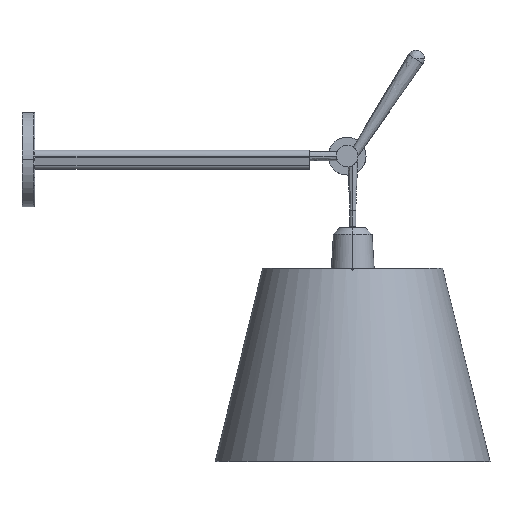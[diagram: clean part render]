
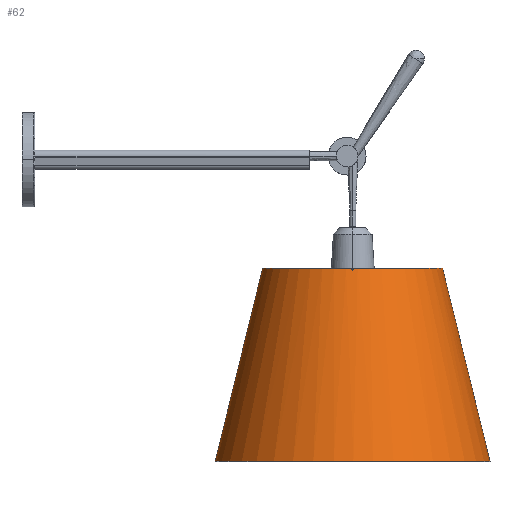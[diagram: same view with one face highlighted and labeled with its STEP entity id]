
A CAD part, front view. The second image highlights one B-rep face of the part: STEP entity #62.
In plain terms, the highlighted free-form (B-spline) face has degree [2, 1] with [5, 2] control points.
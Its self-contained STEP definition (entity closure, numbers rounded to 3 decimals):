
#62=ADVANCED_FACE($,(#163),#1224,.T.);
#163=FACE_OUTER_BOUND($,#272,.T.);
#272=EDGE_LOOP($,(#464,#465,#466,#467));
#464=ORIENTED_EDGE($,*,*,#860,.F.);
#465=ORIENTED_EDGE($,*,*,#863,.F.);
#466=ORIENTED_EDGE($,*,*,#861,.F.);
#467=ORIENTED_EDGE($,*,*,#862,.F.);
#860=EDGE_CURVE($,#1067,#1066,#1388,.T.);
#861=EDGE_CURVE($,#1072,#1071,#1389,.T.);
#862=EDGE_CURVE($,#1066,#1072,#1390,.T.);
#863=EDGE_CURVE($,#1071,#1067,#1391,.T.);
#1066=VERTEX_POINT($,#2215);
#1067=VERTEX_POINT($,#2216);
#1071=VERTEX_POINT($,#2220);
#1072=VERTEX_POINT($,#2221);
#1224=(
BOUNDED_SURFACE()
B_SPLINE_SURFACE(2,1,((#2169,#2170),(#2171,#2172),(#2173,#2174),(#2175,#2176),
(#2177,#2178)),.UNSPECIFIED.,.F.,.F.,.F.)
B_SPLINE_SURFACE_WITH_KNOTS((3,2,3),(2,2),(552.92,829.38,
1105.841),(439.078,670.765),.UNSPECIFIED.)
GEOMETRIC_REPRESENTATION_ITEM()
RATIONAL_B_SPLINE_SURFACE(((1.,1.),(0.707,0.707),
(1.,1.),(0.707,0.707),(1.,1.)))
REPRESENTATION_ITEM($)
SURFACE()
);
#1388=(
BOUNDED_CURVE()
B_SPLINE_CURVE(2,(#1978,#1979,#1980,#1981,#1982),.UNSPECIFIED.,.F.,.F.)
B_SPLINE_CURVE_WITH_KNOTS((3,2,3),(361.937,542.906,723.874),
.UNSPECIFIED.)
CURVE()
GEOMETRIC_REPRESENTATION_ITEM()
RATIONAL_B_SPLINE_CURVE((1.,0.707,1.,0.707,1.))
REPRESENTATION_ITEM($)
);
#1389=(
BOUNDED_CURVE()
B_SPLINE_CURVE(2,(#1983,#1984,#1985,#1986,#1987),.UNSPECIFIED.,.F.,.F.)
B_SPLINE_CURVE_WITH_KNOTS((3,2,3),(-1105.841,-829.38,-552.92),
.UNSPECIFIED.)
CURVE()
GEOMETRIC_REPRESENTATION_ITEM()
RATIONAL_B_SPLINE_CURVE((1.,0.707,1.,0.707,1.))
REPRESENTATION_ITEM($)
);
#1390=(
BOUNDED_CURVE()
B_SPLINE_CURVE(1,(#1988,#1989),.UNSPECIFIED.,.F.,.F.)
B_SPLINE_CURVE_WITH_KNOTS((2,2),(439.078,670.765),.UNSPECIFIED.)
CURVE()
GEOMETRIC_REPRESENTATION_ITEM()
RATIONAL_B_SPLINE_CURVE((1.,1.))
REPRESENTATION_ITEM($)
);
#1391=(
BOUNDED_CURVE()
B_SPLINE_CURVE(1,(#1990,#1991),.UNSPECIFIED.,.F.,.F.)
B_SPLINE_CURVE_WITH_KNOTS((2,2),(-670.765,-439.078),.UNSPECIFIED.)
CURVE()
GEOMETRIC_REPRESENTATION_ITEM()
RATIONAL_B_SPLINE_CURVE((1.,1.))
REPRESENTATION_ITEM($)
);
#1978=CARTESIAN_POINT($,(280.265,0.,-126.5));
#1979=CARTESIAN_POINT($,(280.265,-104.735,-126.5));
#1980=CARTESIAN_POINT($,(385.,-104.735,-126.5));
#1981=CARTESIAN_POINT($,(489.735,-104.735,-126.5));
#1982=CARTESIAN_POINT($,(489.735,0.,-126.5));
#1983=CARTESIAN_POINT($,(545.,0.,-351.5));
#1984=CARTESIAN_POINT($,(545.,-160.,-351.5));
#1985=CARTESIAN_POINT($,(385.,-160.,-351.5));
#1986=CARTESIAN_POINT($,(225.,-160.,-351.5));
#1987=CARTESIAN_POINT($,(225.,0.,-351.5));
#1988=CARTESIAN_POINT($,(489.735,0.,-126.5));
#1989=CARTESIAN_POINT($,(545.,0.,-351.5));
#1990=CARTESIAN_POINT($,(225.,0.,-351.5));
#1991=CARTESIAN_POINT($,(280.265,0.,-126.5));
#2169=CARTESIAN_POINT($,(489.735,0.,-126.5));
#2170=CARTESIAN_POINT($,(545.,0.,-351.5));
#2171=CARTESIAN_POINT($,(489.735,-104.735,-126.5));
#2172=CARTESIAN_POINT($,(545.,-160.,-351.5));
#2173=CARTESIAN_POINT($,(385.,-104.735,-126.5));
#2174=CARTESIAN_POINT($,(385.,-160.,-351.5));
#2175=CARTESIAN_POINT($,(280.265,-104.735,-126.5));
#2176=CARTESIAN_POINT($,(225.,-160.,-351.5));
#2177=CARTESIAN_POINT($,(280.265,0.,-126.5));
#2178=CARTESIAN_POINT($,(225.,0.,-351.5));
#2215=CARTESIAN_POINT($,(489.735,0.,-126.5));
#2216=CARTESIAN_POINT($,(280.265,0.,-126.5));
#2220=CARTESIAN_POINT($,(225.,0.,-351.5));
#2221=CARTESIAN_POINT($,(545.,0.,-351.5));
